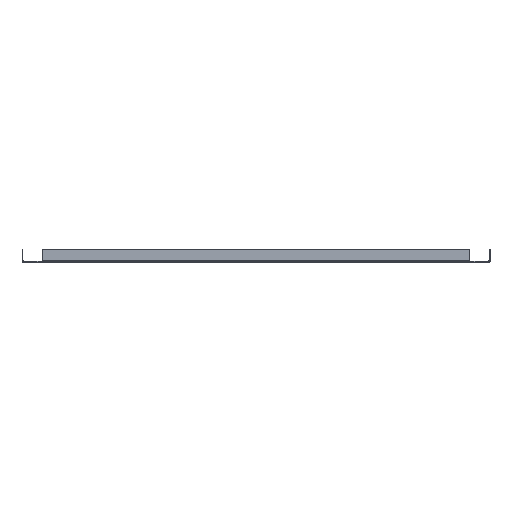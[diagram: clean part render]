
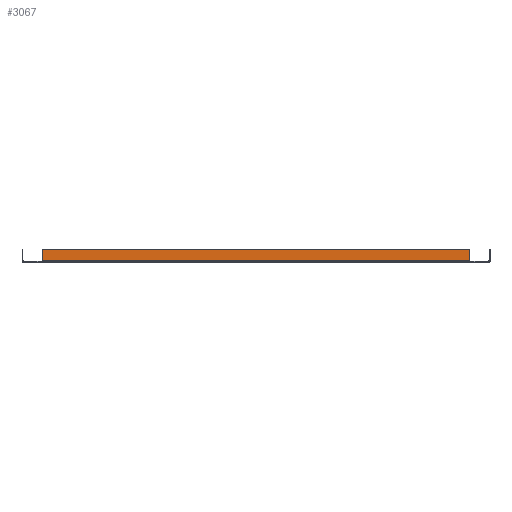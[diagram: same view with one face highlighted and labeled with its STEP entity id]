
A CAD part, top view. The second image highlights one B-rep face of the part: STEP entity #3067.
In plain terms, the highlighted planar face has unit normal (0, 0, 1).
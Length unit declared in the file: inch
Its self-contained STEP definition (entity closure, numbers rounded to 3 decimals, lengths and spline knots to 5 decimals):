
#981 = AXIS2_PLACEMENT_3D ( 'NONE', #8895, #8104, #8195 ) ;
#1101 = CARTESIAN_POINT ( 'NONE',  ( 12.342, 0.75, 13.5 ) ) ;
#1368 = ORIENTED_EDGE ( 'NONE', *, *, #5872, .T. ) ;
#2276 = VECTOR ( 'NONE', #8751, 39.37008 ) ;
#2387 = DIRECTION ( 'NONE',  ( -1., 0., 0. ) ) ;
#2628 = VECTOR ( 'NONE', #5450, 39.37008 ) ;
#3067 = ADVANCED_FACE ( 'NONE', ( #5384 ), #6579, .T. ) ;
#3557 = VERTEX_POINT ( 'NONE', #7805 ) ;
#3882 = ORIENTED_EDGE ( 'NONE', *, *, #9553, .F. ) ;
#4475 = CARTESIAN_POINT ( 'NONE',  ( -12.342, 0.086, 13.5 ) ) ;
#4699 = LINE ( 'NONE', #10164, #2628 ) ;
#5201 = LINE ( 'NONE', #6283, #2276 ) ;
#5384 = FACE_OUTER_BOUND ( 'NONE', #8084, .T. ) ;
#5450 = DIRECTION ( 'NONE',  ( 0., 1., 0. ) ) ;
#5626 = CARTESIAN_POINT ( 'NONE',  ( -13.41392, 0.75, 13.5 ) ) ;
#5872 = EDGE_CURVE ( 'NONE', #8835, #7949, #5201, .T. ) ;
#6283 = CARTESIAN_POINT ( 'NONE',  ( 12.342, 0.047, 13.5 ) ) ;
#6521 = VECTOR ( 'NONE', #6524, 39.37008 ) ;
#6524 = DIRECTION ( 'NONE',  ( -1., 0., 0. ) ) ;
#6579 = PLANE ( 'NONE',  #981 ) ;
#6884 = LINE ( 'NONE', #5626, #7387 ) ;
#7311 = CARTESIAN_POINT ( 'NONE',  ( 12.342, 0.086, 13.5 ) ) ;
#7387 = VECTOR ( 'NONE', #2387, 39.37008 ) ;
#7805 = CARTESIAN_POINT ( 'NONE',  ( -12.342, 0.75, 13.5 ) ) ;
#7936 = ORIENTED_EDGE ( 'NONE', *, *, #8736, .T. ) ;
#7949 = VERTEX_POINT ( 'NONE', #1101 ) ;
#8084 = EDGE_LOOP ( 'NONE', ( #8438, #3882, #1368, #7936 ) ) ;
#8104 = DIRECTION ( 'NONE',  ( 0., 0., 1. ) ) ;
#8195 = DIRECTION ( 'NONE',  ( 0., -1., 0. ) ) ;
#8438 = ORIENTED_EDGE ( 'NONE', *, *, #9278, .F. ) ;
#8580 = VERTEX_POINT ( 'NONE', #4475 ) ;
#8615 = LINE ( 'NONE', #7311, #6521 ) ;
#8736 = EDGE_CURVE ( 'NONE', #7949, #3557, #6884, .T. ) ;
#8751 = DIRECTION ( 'NONE',  ( 0., 1., 0. ) ) ;
#8835 = VERTEX_POINT ( 'NONE', #9505 ) ;
#8895 = CARTESIAN_POINT ( 'NONE',  ( -13.41392, 0.047, 13.5 ) ) ;
#9278 = EDGE_CURVE ( 'NONE', #8580, #3557, #4699, .T. ) ;
#9505 = CARTESIAN_POINT ( 'NONE',  ( 12.342, 0.086, 13.5 ) ) ;
#9553 = EDGE_CURVE ( 'NONE', #8835, #8580, #8615, .T. ) ;
#10164 = CARTESIAN_POINT ( 'NONE',  ( -12.342, 0., 13.5 ) ) ;
